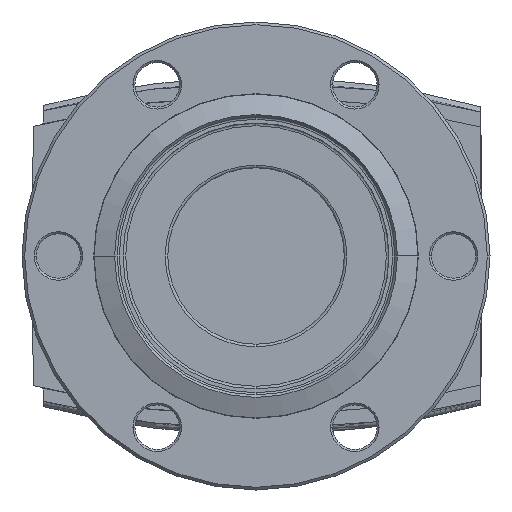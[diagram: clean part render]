
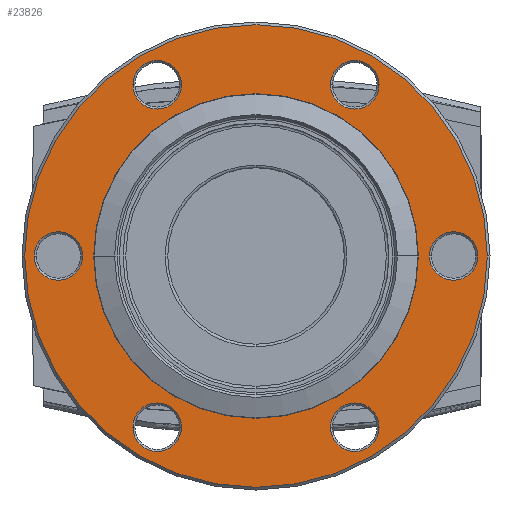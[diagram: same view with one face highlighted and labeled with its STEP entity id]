
A CAD part, front view. The second image highlights one B-rep face of the part: STEP entity #23826.
In plain terms, the highlighted planar face has unit normal (0, -1, 0).
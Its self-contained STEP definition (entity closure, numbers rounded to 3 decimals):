
#22626=CARTESIAN_POINT('',(-24.1,-47.2,0.));
#22627=VERTEX_POINT('',#22626);
#22636=CARTESIAN_POINT('',(24.1,-47.2,0.));
#22637=VERTEX_POINT('',#22636);
#22638=CARTESIAN_POINT('',(0.0,-47.2,0.0));
#22639=DIRECTION('',(0.0,1.0,0.0));
#22640=DIRECTION('',(-1.0,0.0,0.0));
#22641=AXIS2_PLACEMENT_3D('',#22638,#22639,#22640);
#22642=CIRCLE('',#22641,24.1);
#22643=EDGE_CURVE('',#22637,#22627,#22642,.T.);
#23085=CARTESIAN_POINT('',(11.075,-47.2,-25.418));
#23086=VERTEX_POINT('',#23085);
#23100=CARTESIAN_POINT('',(18.275,-47.2,-25.418));
#23101=VERTEX_POINT('',#23100);
#23108=CARTESIAN_POINT('',(14.675,-47.2,-25.418));
#23109=DIRECTION('',(0.0,-1.0,0.0));
#23110=DIRECTION('',(-1.0,0.0,0.0));
#23111=AXIS2_PLACEMENT_3D('',#23108,#23109,#23110);
#23112=CIRCLE('',#23111,3.6);
#23113=EDGE_CURVE('',#23101,#23086,#23112,.T.);
#23155=CARTESIAN_POINT('',(-18.275,-47.2,-25.418));
#23156=VERTEX_POINT('',#23155);
#23170=CARTESIAN_POINT('',(-11.075,-47.2,-25.418));
#23171=VERTEX_POINT('',#23170);
#23178=CARTESIAN_POINT('',(-14.675,-47.2,-25.418));
#23179=DIRECTION('',(0.0,-1.0,0.0));
#23180=DIRECTION('',(-1.0,0.0,0.0));
#23181=AXIS2_PLACEMENT_3D('',#23178,#23179,#23180);
#23182=CIRCLE('',#23181,3.6);
#23183=EDGE_CURVE('',#23171,#23156,#23182,.T.);
#23225=CARTESIAN_POINT('',(11.075,-47.2,25.418));
#23226=VERTEX_POINT('',#23225);
#23240=CARTESIAN_POINT('',(18.275,-47.2,25.418));
#23241=VERTEX_POINT('',#23240);
#23248=CARTESIAN_POINT('',(14.675,-47.2,25.418));
#23249=DIRECTION('',(0.0,-1.0,0.0));
#23250=DIRECTION('',(-1.0,0.0,0.0));
#23251=AXIS2_PLACEMENT_3D('',#23248,#23249,#23250);
#23252=CIRCLE('',#23251,3.6);
#23253=EDGE_CURVE('',#23241,#23226,#23252,.T.);
#23295=CARTESIAN_POINT('',(25.75,-47.2,0.));
#23296=VERTEX_POINT('',#23295);
#23310=CARTESIAN_POINT('',(32.95,-47.2,0.));
#23311=VERTEX_POINT('',#23310);
#23318=CARTESIAN_POINT('',(29.35,-47.2,0.));
#23319=DIRECTION('',(0.0,-1.0,0.0));
#23320=DIRECTION('',(-1.0,0.0,0.0));
#23321=AXIS2_PLACEMENT_3D('',#23318,#23319,#23320);
#23322=CIRCLE('',#23321,3.6);
#23323=EDGE_CURVE('',#23311,#23296,#23322,.T.);
#23365=CARTESIAN_POINT('',(-32.95,-47.2,0.));
#23366=VERTEX_POINT('',#23365);
#23380=CARTESIAN_POINT('',(-25.75,-47.2,0.));
#23381=VERTEX_POINT('',#23380);
#23388=CARTESIAN_POINT('',(-29.35,-47.2,0.));
#23389=DIRECTION('',(0.0,-1.0,0.0));
#23390=DIRECTION('',(-1.0,0.0,0.0));
#23391=AXIS2_PLACEMENT_3D('',#23388,#23389,#23390);
#23392=CIRCLE('',#23391,3.6);
#23393=EDGE_CURVE('',#23381,#23366,#23392,.T.);
#23435=CARTESIAN_POINT('',(-18.275,-47.2,25.418));
#23436=VERTEX_POINT('',#23435);
#23450=CARTESIAN_POINT('',(-11.075,-47.2,25.418));
#23451=VERTEX_POINT('',#23450);
#23458=CARTESIAN_POINT('',(-14.675,-47.2,25.418));
#23459=DIRECTION('',(0.0,-1.0,0.0));
#23460=DIRECTION('',(-1.0,0.0,0.0));
#23461=AXIS2_PLACEMENT_3D('',#23458,#23459,#23460);
#23462=CIRCLE('',#23461,3.6);
#23463=EDGE_CURVE('',#23451,#23436,#23462,.T.);
#23514=CARTESIAN_POINT('',(34.35,-47.2,0.));
#23515=VERTEX_POINT('',#23514);
#23522=CARTESIAN_POINT('',(-34.35,-47.2,0.));
#23523=VERTEX_POINT('',#23522);
#23524=CARTESIAN_POINT('',(0.0,-47.2,0.0));
#23525=DIRECTION('',(0.0,1.0,0.0));
#23526=DIRECTION('',(1.0,0.0,0.0));
#23527=AXIS2_PLACEMENT_3D('',#23524,#23525,#23526);
#23528=CIRCLE('',#23527,34.35);
#23529=EDGE_CURVE('',#23515,#23523,#23528,.T.);
#23737=CARTESIAN_POINT('',(0.0,-47.2,0.0));
#23738=DIRECTION('',(0.0,1.0,0.0));
#23739=DIRECTION('',(1.0,0.0,0.0));
#23740=AXIS2_PLACEMENT_3D('',#23737,#23738,#23739);
#23741=CIRCLE('',#23740,34.35);
#23742=EDGE_CURVE('',#23523,#23515,#23741,.T.);
#23747=CARTESIAN_POINT('',(-29.425,-47.2,0.));
#23748=DIRECTION('',(0.0,-1.0,0.0));
#23749=DIRECTION('',(0.0,0.0,-1.0));
#23750=AXIS2_PLACEMENT_3D('',#23747,#23748,#23749);
#23751=PLANE('',#23750);
#23752=ORIENTED_EDGE('',*,*,#23742,.F.);
#23753=ORIENTED_EDGE('',*,*,#23529,.F.);
#23754=EDGE_LOOP('',(#23752,#23753));
#23755=FACE_OUTER_BOUND('',#23754,.T.);
#23756=ORIENTED_EDGE('',*,*,#23463,.F.);
#23757=CARTESIAN_POINT('',(-14.675,-47.2,25.418));
#23758=DIRECTION('',(0.0,-1.0,0.0));
#23759=DIRECTION('',(-1.0,0.0,0.0));
#23760=AXIS2_PLACEMENT_3D('',#23757,#23758,#23759);
#23761=CIRCLE('',#23760,3.6);
#23762=EDGE_CURVE('',#23436,#23451,#23761,.T.);
#23763=ORIENTED_EDGE('',*,*,#23762,.F.);
#23764=EDGE_LOOP('',(#23756,#23763));
#23765=FACE_BOUND('',#23764,.T.);
#23766=ORIENTED_EDGE('',*,*,#23323,.F.);
#23767=CARTESIAN_POINT('',(29.35,-47.2,0.));
#23768=DIRECTION('',(0.0,-1.0,0.0));
#23769=DIRECTION('',(-1.0,0.0,0.0));
#23770=AXIS2_PLACEMENT_3D('',#23767,#23768,#23769);
#23771=CIRCLE('',#23770,3.6);
#23772=EDGE_CURVE('',#23296,#23311,#23771,.T.);
#23773=ORIENTED_EDGE('',*,*,#23772,.F.);
#23774=EDGE_LOOP('',(#23766,#23773));
#23775=FACE_BOUND('',#23774,.T.);
#23776=ORIENTED_EDGE('',*,*,#23183,.F.);
#23777=CARTESIAN_POINT('',(-14.675,-47.2,-25.418));
#23778=DIRECTION('',(0.0,-1.0,0.0));
#23779=DIRECTION('',(-1.0,0.0,0.0));
#23780=AXIS2_PLACEMENT_3D('',#23777,#23778,#23779);
#23781=CIRCLE('',#23780,3.6);
#23782=EDGE_CURVE('',#23156,#23171,#23781,.T.);
#23783=ORIENTED_EDGE('',*,*,#23782,.F.);
#23784=EDGE_LOOP('',(#23776,#23783));
#23785=FACE_BOUND('',#23784,.T.);
#23786=CARTESIAN_POINT('',(0.0,-47.2,0.0));
#23787=DIRECTION('',(0.0,1.0,0.0));
#23788=DIRECTION('',(-1.0,0.0,0.0));
#23789=AXIS2_PLACEMENT_3D('',#23786,#23787,#23788);
#23790=CIRCLE('',#23789,24.1);
#23791=EDGE_CURVE('',#22627,#22637,#23790,.T.);
#23792=ORIENTED_EDGE('',*,*,#23791,.T.);
#23793=ORIENTED_EDGE('',*,*,#22643,.T.);
#23794=EDGE_LOOP('',(#23792,#23793));
#23795=FACE_BOUND('',#23794,.T.);
#23796=ORIENTED_EDGE('',*,*,#23113,.F.);
#23797=CARTESIAN_POINT('',(14.675,-47.2,-25.418));
#23798=DIRECTION('',(0.0,-1.0,0.0));
#23799=DIRECTION('',(-1.0,0.0,0.0));
#23800=AXIS2_PLACEMENT_3D('',#23797,#23798,#23799);
#23801=CIRCLE('',#23800,3.6);
#23802=EDGE_CURVE('',#23086,#23101,#23801,.T.);
#23803=ORIENTED_EDGE('',*,*,#23802,.F.);
#23804=EDGE_LOOP('',(#23796,#23803));
#23805=FACE_BOUND('',#23804,.T.);
#23806=ORIENTED_EDGE('',*,*,#23253,.F.);
#23807=CARTESIAN_POINT('',(14.675,-47.2,25.418));
#23808=DIRECTION('',(0.0,-1.0,0.0));
#23809=DIRECTION('',(-1.0,0.0,0.0));
#23810=AXIS2_PLACEMENT_3D('',#23807,#23808,#23809);
#23811=CIRCLE('',#23810,3.6);
#23812=EDGE_CURVE('',#23226,#23241,#23811,.T.);
#23813=ORIENTED_EDGE('',*,*,#23812,.F.);
#23814=EDGE_LOOP('',(#23806,#23813));
#23815=FACE_BOUND('',#23814,.T.);
#23816=ORIENTED_EDGE('',*,*,#23393,.F.);
#23817=CARTESIAN_POINT('',(-29.35,-47.2,0.));
#23818=DIRECTION('',(0.0,-1.0,0.0));
#23819=DIRECTION('',(-1.0,0.0,0.0));
#23820=AXIS2_PLACEMENT_3D('',#23817,#23818,#23819);
#23821=CIRCLE('',#23820,3.6);
#23822=EDGE_CURVE('',#23366,#23381,#23821,.T.);
#23823=ORIENTED_EDGE('',*,*,#23822,.F.);
#23824=EDGE_LOOP('',(#23816,#23823));
#23825=FACE_BOUND('',#23824,.T.);
#23826=ADVANCED_FACE('',(#23755,#23765,#23775,#23785,#23795,#23805,#23815,#23825),#23751,.T.);
